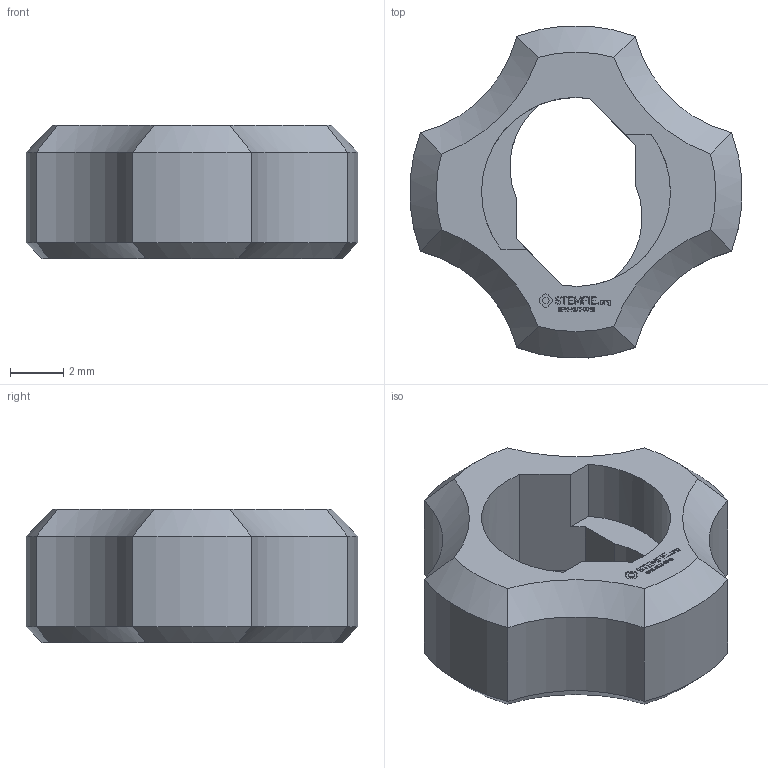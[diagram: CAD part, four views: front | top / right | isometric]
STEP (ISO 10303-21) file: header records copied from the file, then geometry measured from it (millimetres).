
FILE_DESCRIPTION(('FreeCAD Model'),'2;1');
FILE_NAME('Open CASCADE Shape Model','2021-05-23T23:43:20',( 'Paulo Kiefe'),('STEMFIE.org'),'Open CASCADE STEP processor 7.4', 'FreeCAD','Unknown');
FILE_SCHEMA(('AUTOMOTIVE_DESIGN { 1 0 10303 214 1 1 1 1 }'));
Length unit declared in the file: millimetre
Products named in the file (1): Nut_PH_CL_BU1x5mm_-_SPN-NUT-0018_v17
Bounding box: 12.47 x 12.47 x 5 mm (x, y, z)
Volume: 335.8 mm3; surface area: 414 mm2
Topology: 1 solids, 1 shells, 473 faces, 1293 edges, 854 vertices
Faces by surface type: plane 309, bspline 132, cone 20, cylinder 12
Entity records: 33488 total; most frequent: CARTESIAN_POINT 9365, DIRECTION 3733, LINE 2949, VECTOR 2949, ORIENTED_EDGE 2586, PCURVE 2586, DEFINITIONAL_REPRESENTATION 2586, EDGE_CURVE 1293
